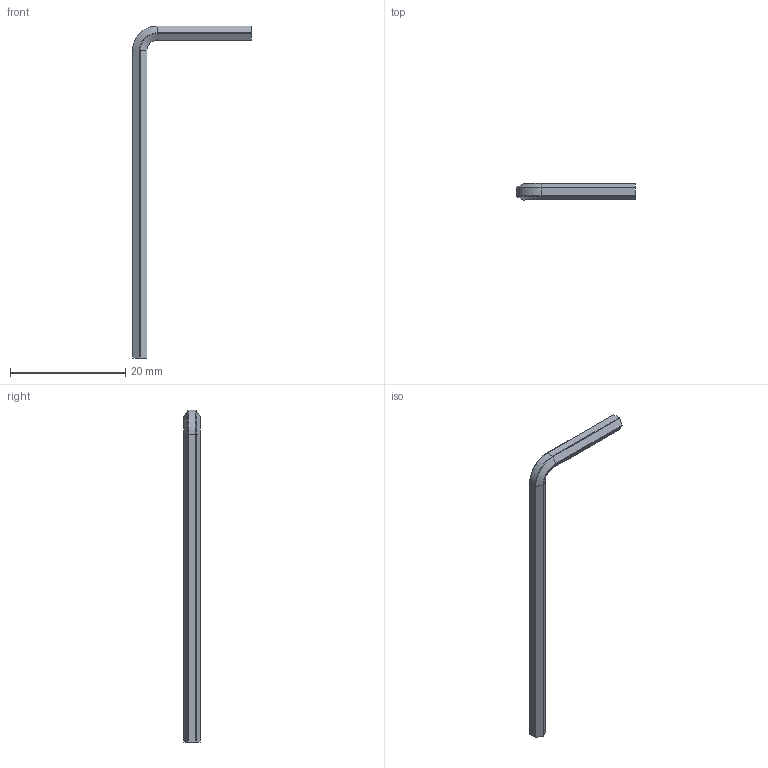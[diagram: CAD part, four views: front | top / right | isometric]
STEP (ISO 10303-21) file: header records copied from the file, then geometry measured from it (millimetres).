
FILE_DESCRIPTION(('FreeCAD Model'),'2;1');
FILE_NAME('hex-key-2_5mm.stp','2014-08-24T17:18:47' ,('FreeCAD'),('FreeCAD'),'Open CASCADE STEP processor 6.7','FreeCAD', 'Unknown');
FILE_SCHEMA(('AUTOMOTIVE_DESIGN_CC2 { 1 2 10303 214 -1 1 5 4 }'));
Length unit declared in the file: millimetre
Products named in the file (1): Fillet
Bounding box: 20.65 x 2.86 x 57.65 mm (x, y, z)
Volume: 403.1 mm3; surface area: 651.3 mm2
Topology: 1 solids, 1 shells, 38 faces, 84 edges, 48 vertices
Faces by surface type: plane 14, cylinder 14, bspline 6, cone 4
Entity records: 2373 total; most frequent: CARTESIAN_POINT 777, DIRECTION 266, ORIENTED_EDGE 168, PCURVE 168, DEFINITIONAL_REPRESENTATION 168, LINE 162, VECTOR 162, EDGE_CURVE 84
